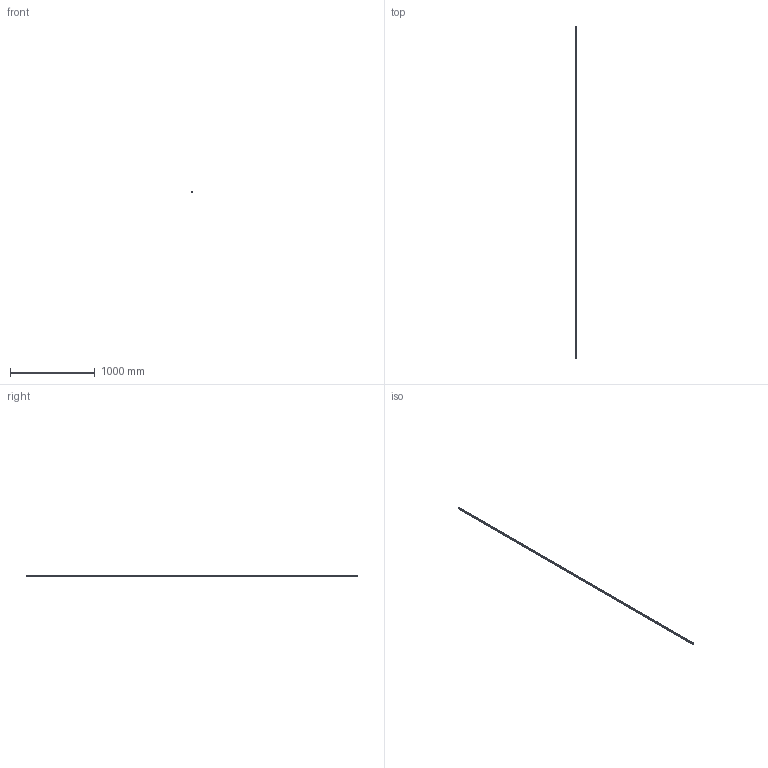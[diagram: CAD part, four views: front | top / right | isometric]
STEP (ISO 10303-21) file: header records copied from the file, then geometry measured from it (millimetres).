
FILE_DESCRIPTION(('STEP AP214'),'1');
FILE_NAME('cctmp_945B9DD0-C465-4034-905B-3C1DCAF32FB1_2020_4_23_13_35_27_96..stp','2020-04-23T11:35:27',('HIWIN GmbH'),('CADClick - www.CADClick.com'),'Spatial InterOp 3D',' ','unknown authorization');
FILE_SCHEMA(('AUTOMOTIVE_DESIGN'));
Length unit declared in the file: millimetre
Products named in the file (1): HGR15R3920H_FILE
Bounding box: 15 x 3920 x 15 mm (x, y, z)
Volume: 719986.1 mm3; surface area: 261050.7 mm2
Topology: 1 solids, 1 shells, 709 faces, 1515 edges, 1010 vertices
Faces by surface type: cylinder 422, plane 287
Entity records: 25249 total; most frequent: DIRECTION 3779, CARTESIAN_POINT 3235, ORIENTED_EDGE 3030, AXIS2_PLACEMENT_3D 1554, EDGE_CURVE 1515, VERTEX_POINT 1010, EDGE_LOOP 911, CIRCLE 844
